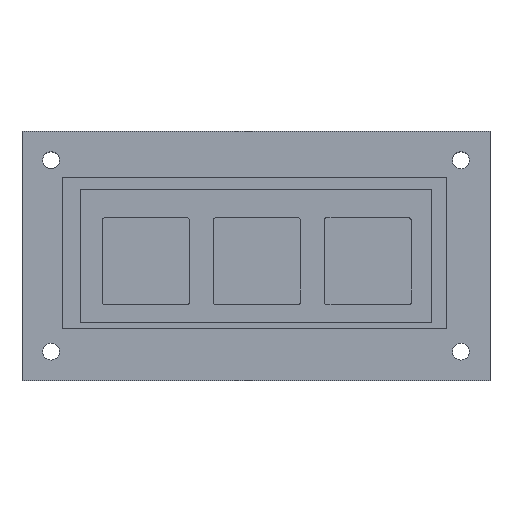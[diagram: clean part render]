
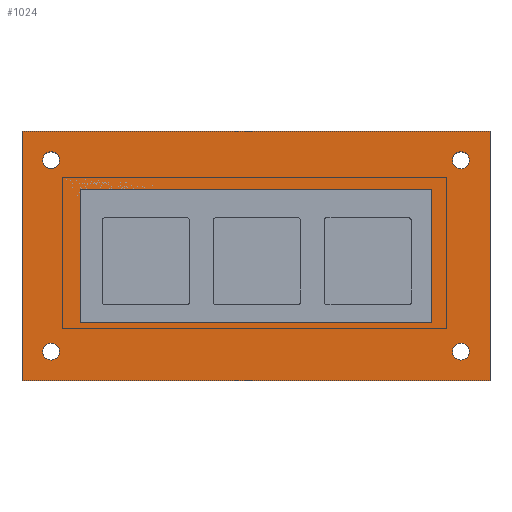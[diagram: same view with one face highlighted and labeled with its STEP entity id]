
A CAD part, top view. The second image highlights one B-rep face of the part: STEP entity #1024.
In plain terms, the highlighted planar face has unit normal (0, 0, 1).
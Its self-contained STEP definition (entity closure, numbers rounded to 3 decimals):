
#33=FACE_BOUND('',#148,.T.);
#34=FACE_BOUND('',#149,.T.);
#35=FACE_BOUND('',#150,.T.);
#36=FACE_BOUND('',#151,.T.);
#37=FACE_BOUND('',#152,.T.);
#52=CIRCLE('',#1095,1.45);
#53=CIRCLE('',#1096,1.45);
#54=CIRCLE('',#1097,1.45);
#55=CIRCLE('',#1098,1.45);
#94=FACE_OUTER_BOUND('',#147,.T.);
#147=EDGE_LOOP('',(#733,#734,#735,#736));
#148=EDGE_LOOP('',(#737));
#149=EDGE_LOOP('',(#738));
#150=EDGE_LOOP('',(#739));
#151=EDGE_LOOP('',(#740,#741,#742,#743));
#152=EDGE_LOOP('',(#744));
#230=LINE('',#1511,#344);
#233=LINE('',#1517,#347);
#236=LINE('',#1522,#350);
#238=LINE('',#1525,#352);
#239=LINE('',#1529,#353);
#240=LINE('',#1531,#354);
#241=LINE('',#1533,#355);
#242=LINE('',#1534,#356);
#344=VECTOR('',#1212,10.);
#347=VECTOR('',#1217,10.);
#350=VECTOR('',#1222,10.);
#352=VECTOR('',#1226,10.);
#353=VECTOR('',#1229,10.);
#354=VECTOR('',#1230,10.);
#355=VECTOR('',#1231,10.);
#356=VECTOR('',#1232,10.);
#452=VERTEX_POINT('',#1508);
#453=VERTEX_POINT('',#1510);
#455=VERTEX_POINT('',#1516);
#456=VERTEX_POINT('',#1521);
#457=VERTEX_POINT('',#1527);
#458=VERTEX_POINT('',#1528);
#459=VERTEX_POINT('',#1530);
#460=VERTEX_POINT('',#1532);
#461=VERTEX_POINT('',#1535);
#462=VERTEX_POINT('',#1537);
#463=VERTEX_POINT('',#1539);
#464=VERTEX_POINT('',#1541);
#558=EDGE_CURVE('',#453,#452,#230,.T.);
#561=EDGE_CURVE('',#455,#453,#233,.T.);
#564=EDGE_CURVE('',#456,#455,#236,.T.);
#566=EDGE_CURVE('',#452,#456,#238,.T.);
#567=EDGE_CURVE('',#457,#458,#239,.T.);
#568=EDGE_CURVE('',#458,#459,#240,.T.);
#569=EDGE_CURVE('',#459,#460,#241,.T.);
#570=EDGE_CURVE('',#460,#457,#242,.T.);
#571=EDGE_CURVE('',#461,#461,#52,.T.);
#572=EDGE_CURVE('',#462,#462,#53,.T.);
#573=EDGE_CURVE('',#463,#463,#54,.T.);
#574=EDGE_CURVE('',#464,#464,#55,.T.);
#733=ORIENTED_EDGE('',*,*,#567,.T.);
#734=ORIENTED_EDGE('',*,*,#568,.T.);
#735=ORIENTED_EDGE('',*,*,#569,.T.);
#736=ORIENTED_EDGE('',*,*,#570,.T.);
#737=ORIENTED_EDGE('',*,*,#571,.T.);
#738=ORIENTED_EDGE('',*,*,#572,.T.);
#739=ORIENTED_EDGE('',*,*,#573,.T.);
#740=ORIENTED_EDGE('',*,*,#566,.T.);
#741=ORIENTED_EDGE('',*,*,#564,.T.);
#742=ORIENTED_EDGE('',*,*,#561,.T.);
#743=ORIENTED_EDGE('',*,*,#558,.T.);
#744=ORIENTED_EDGE('',*,*,#574,.T.);
#987=PLANE('',#1094);
#1024=ADVANCED_FACE('',(#94,#33,#34,#35,#36,#37),#987,.T.);
#1094=AXIS2_PLACEMENT_3D('',#1526,#1227,#1228);
#1095=AXIS2_PLACEMENT_3D('',#1536,#1233,#1234);
#1096=AXIS2_PLACEMENT_3D('',#1538,#1235,#1236);
#1097=AXIS2_PLACEMENT_3D('',#1540,#1237,#1238);
#1098=AXIS2_PLACEMENT_3D('',#1542,#1239,#1240);
#1212=DIRECTION('',(-1.,0.,0.));
#1217=DIRECTION('',(0.,-1.,0.));
#1222=DIRECTION('',(1.,0.,0.));
#1226=DIRECTION('',(0.,1.,0.));
#1227=DIRECTION('center_axis',(0.,0.,1.));
#1228=DIRECTION('ref_axis',(-1.,0.,0.));
#1229=DIRECTION('',(0.,1.,0.));
#1230=DIRECTION('',(-1.,0.,0.));
#1231=DIRECTION('',(0.,-1.,0.));
#1232=DIRECTION('',(1.,0.,0.));
#1233=DIRECTION('center_axis',(0.,0.,-1.));
#1234=DIRECTION('ref_axis',(-1.,0.,0.));
#1235=DIRECTION('center_axis',(0.,0.,-1.));
#1236=DIRECTION('ref_axis',(-1.,0.,0.));
#1237=DIRECTION('center_axis',(0.,0.,-1.));
#1238=DIRECTION('ref_axis',(-1.,0.,0.));
#1239=DIRECTION('center_axis',(0.,0.,-1.));
#1240=DIRECTION('ref_axis',(-1.,0.,0.));
#1508=CARTESIAN_POINT('',(0.,0.,10.));
#1510=CARTESIAN_POINT('',(60.4,0.,10.));
#1511=CARTESIAN_POINT('',(0.,0.,10.));
#1516=CARTESIAN_POINT('',(60.4,22.9,10.));
#1517=CARTESIAN_POINT('',(60.4,0.,10.));
#1521=CARTESIAN_POINT('',(0.,22.9,10.));
#1522=CARTESIAN_POINT('',(60.4,22.9,10.));
#1525=CARTESIAN_POINT('',(0.,22.9,10.));
#1526=CARTESIAN_POINT('Origin',(30.2,11.45,10.));
#1527=CARTESIAN_POINT('',(70.4,-10.,10.));
#1528=CARTESIAN_POINT('',(70.4,32.9,10.));
#1529=CARTESIAN_POINT('',(70.4,-10.,10.));
#1530=CARTESIAN_POINT('',(-10.,32.9,10.));
#1531=CARTESIAN_POINT('',(70.4,32.9,10.));
#1532=CARTESIAN_POINT('',(-10.,-10.,10.));
#1533=CARTESIAN_POINT('',(-10.,32.9,10.));
#1534=CARTESIAN_POINT('',(-10.,-10.,10.));
#1535=CARTESIAN_POINT('',(-3.55,-5.,10.));
#1536=CARTESIAN_POINT('Origin',(-5.,-5.,10.));
#1537=CARTESIAN_POINT('',(66.85,-5.,10.));
#1538=CARTESIAN_POINT('Origin',(65.4,-5.,10.));
#1539=CARTESIAN_POINT('',(66.85,27.9,10.));
#1540=CARTESIAN_POINT('Origin',(65.4,27.9,10.));
#1541=CARTESIAN_POINT('',(-3.55,27.9,10.));
#1542=CARTESIAN_POINT('Origin',(-5.,27.9,10.));
